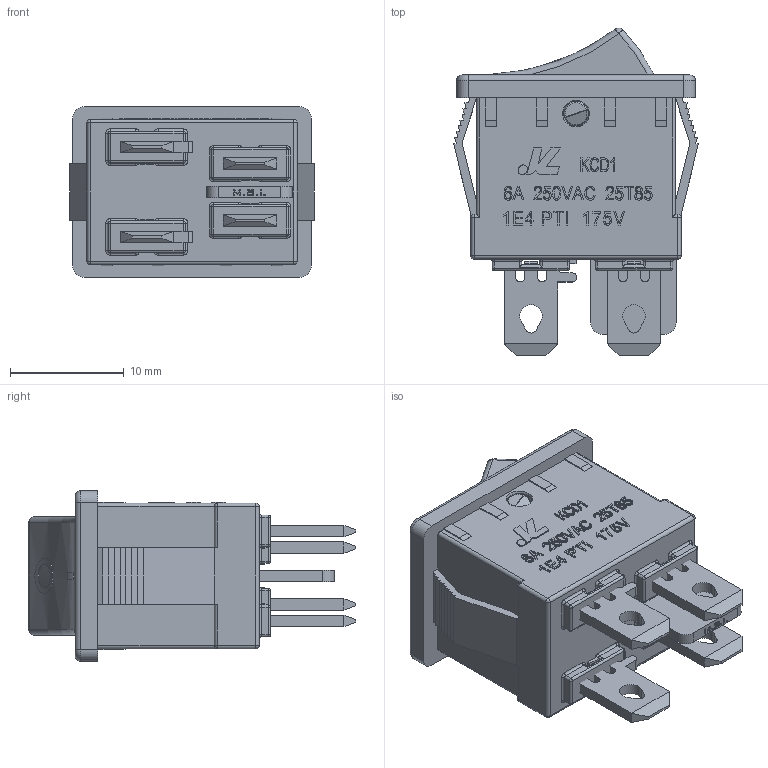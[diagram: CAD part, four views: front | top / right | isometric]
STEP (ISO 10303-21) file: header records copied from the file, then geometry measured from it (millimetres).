
FILE_DESCRIPTION (( 'STEP AP214' ), '1' );
FILE_NAME ('Rocker Switch KCD1-104.STEP', '2017-06-28T09:27:43', ( 'M.B.I.' ), ( '' ), 'SwSTEP 2.0', '', '' );
FILE_SCHEMA (( 'AUTOMOTIVE_DESIGN' ));
Length unit declared in the file: millimetre
Products named in the file (1): Rocker Switch KCD1-104
Bounding box: 21.54 x 28.83 x 15 mm (x, y, z)
Volume: 2040.6 mm3; surface area: 4260.7 mm2
Topology: 6 solids, 6 shells, 970 faces, 2511 edges, 1577 vertices
Faces by surface type: plane 510, cylinder 191, bspline 172, torus 55, sphere 34, cone 8
Entity records: 38208 total; most frequent: CARTESIAN_POINT 15459, ORIENTED_EDGE 4966, DIRECTION 4135, EDGE_CURVE 2483, VECTOR 1681, LINE 1681, VERTEX_POINT 1575, AXIS2_PLACEMENT_3D 1227
